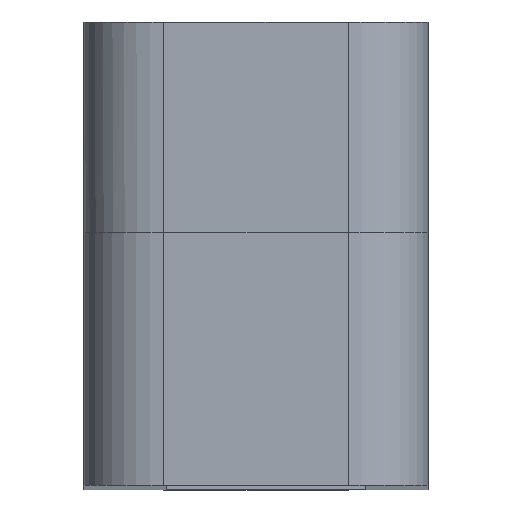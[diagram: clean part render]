
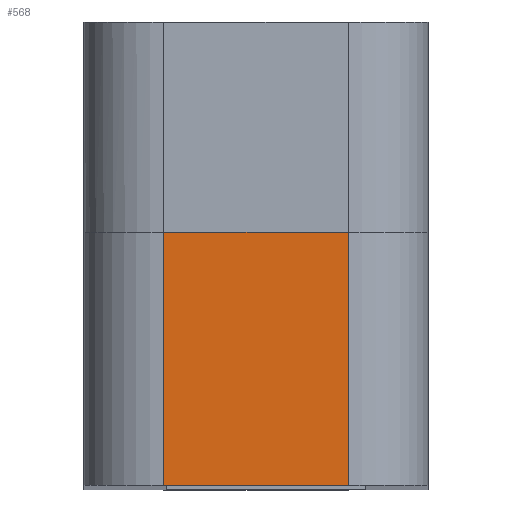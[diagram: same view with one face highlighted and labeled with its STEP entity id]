
A CAD part, top view. The second image highlights one B-rep face of the part: STEP entity #568.
In plain terms, the highlighted planar face has unit normal (0, 0, 1).
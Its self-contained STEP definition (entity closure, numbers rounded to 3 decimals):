
#82=FACE_OUTER_BOUND('',#114,.T.);
#114=EDGE_LOOP('',(#485,#486,#487,#488));
#161=LINE('',#910,#215);
#175=LINE('',#950,#229);
#176=LINE('',#952,#230);
#177=LINE('',#953,#231);
#215=VECTOR('',#745,6.35);
#229=VECTOR('',#785,6.35);
#230=VECTOR('',#788,4.63);
#231=VECTOR('',#789,4.63);
#269=VERTEX_POINT('',#907);
#270=VERTEX_POINT('',#909);
#282=VERTEX_POINT('',#946);
#283=VERTEX_POINT('',#948);
#339=EDGE_CURVE('',#269,#270,#161,.T.);
#360=EDGE_CURVE('',#282,#283,#175,.T.);
#361=EDGE_CURVE('',#269,#282,#176,.T.);
#362=EDGE_CURVE('',#270,#283,#177,.T.);
#485=ORIENTED_EDGE('',*,*,#361,.T.);
#486=ORIENTED_EDGE('',*,*,#360,.T.);
#487=ORIENTED_EDGE('',*,*,#362,.F.);
#488=ORIENTED_EDGE('',*,*,#339,.F.);
#538=PLANE('',#625);
#568=ADVANCED_FACE('',(#82),#538,.T.);
#625=AXIS2_PLACEMENT_3D('',#951,#786,#787);
#745=DIRECTION('',(0.,1.,0.));
#785=DIRECTION('',(0.,1.,0.));
#786=DIRECTION('center_axis',(0.,0.,1.));
#787=DIRECTION('ref_axis',(1.,0.,0.));
#788=DIRECTION('',(1.,0.,0.));
#789=DIRECTION('',(1.,0.,0.));
#907=CARTESIAN_POINT('',(-2.567,0.,34.768));
#909=CARTESIAN_POINT('',(-2.567,6.35,34.768));
#910=CARTESIAN_POINT('',(-2.567,0.,34.768));
#946=CARTESIAN_POINT('',(2.063,0.,34.768));
#948=CARTESIAN_POINT('',(2.063,6.35,34.768));
#950=CARTESIAN_POINT('',(2.063,0.,34.768));
#951=CARTESIAN_POINT('Origin',(-2.567,0.,34.768));
#952=CARTESIAN_POINT('',(-2.567,0.,34.768));
#953=CARTESIAN_POINT('',(-2.567,6.35,34.768));
